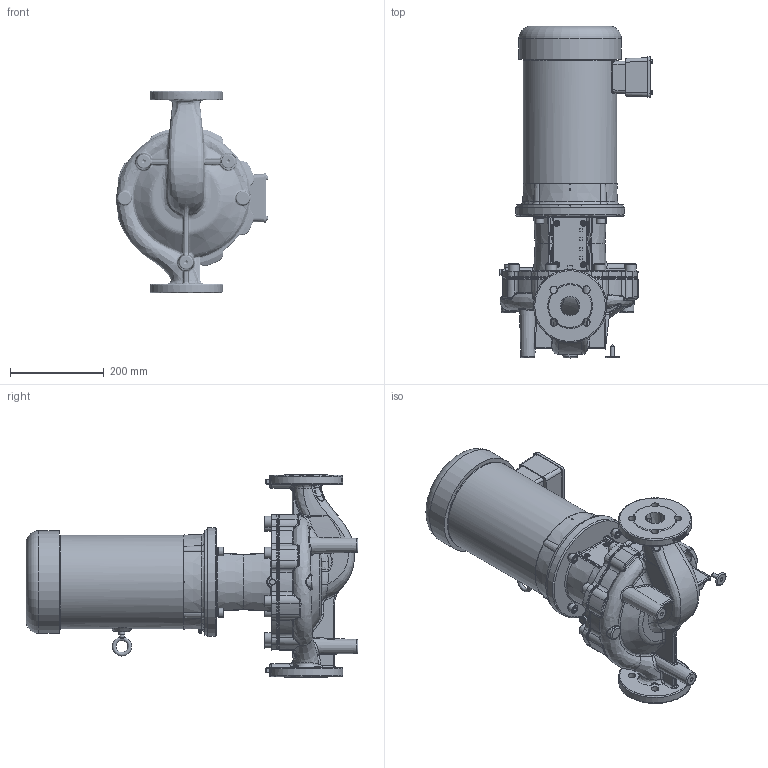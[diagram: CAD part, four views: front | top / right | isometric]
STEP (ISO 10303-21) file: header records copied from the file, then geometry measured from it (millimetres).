
FILE_DESCRIPTION(/* description */ (''),/* implementation_level */ '2;1');
FILE_NAME(/* name */ '2714527 - PUMP IL1.5 85_160-4-S1E 460V_3_60 TEFC_Shrinkwrap_1.stp',/* time_stamp */ '2022-03-22T11:21:09-05:00',/* author */ ('faliszekte'),/* organization */ (''),/* preprocessor_version */ 'ST-DEVELOPER v18.1',/* originating_system */ 'Autodesk Inventor 2021',/* authorisation */ '');
FILE_SCHEMA (('AUTOMOTIVE_DESIGN { 1 0 10303 214 3 1 1 }'));
Length unit declared in the file: inch
Products named in the file (1): 2714527 - PUMP IL1.5 85_160-4-S1E 460V_3_60 TEFC_Shrinkwrap_1
Bounding box: 324.12 x 706.6 x 431.8 mm (x, y, z)
Surface area: 1005012.3 mm2 (no closed solid volume)
Topology: 0 solids, 42 shells, 3384 faces, 9634 edges, 6203 vertices
Faces by surface type: plane 1207, cylinder 938, bspline 742, cone 340, torus 99, sphere 58
Full cylindrical faces by diameter (mm): 3.734 x1, 3.768 x1, 8.141 x10, 8.179 x8, 8.38 x3, 8.6 x2, 9 x9, 9.652 x1, 10.162 x60, 10.516 x4, 11 x8, 11.1 x1, 12.548 x1, 12.7 x60, 12.725 x1, 13.5 x2, 14 x2, 16 x8, 19.05 x4, 23.812 x8, 28.569 x1, 155.45 x2, 199.542 x1, 215.862 x1, 218.328 x1
Entity records: 200065 total; most frequent: CARTESIAN_POINT 114216, ORIENTED_EDGE 17790, DIRECTION 16060, EDGE_CURVE 9565, VERTEX_POINT 6203, AXIS2_PLACEMENT_3D 6034, LINE 3992, VECTOR 3992
